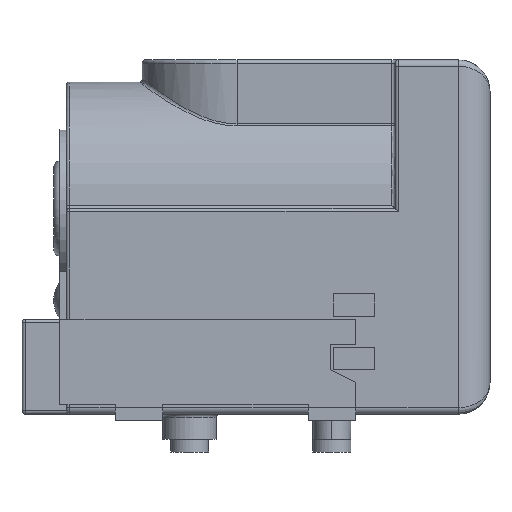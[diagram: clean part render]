
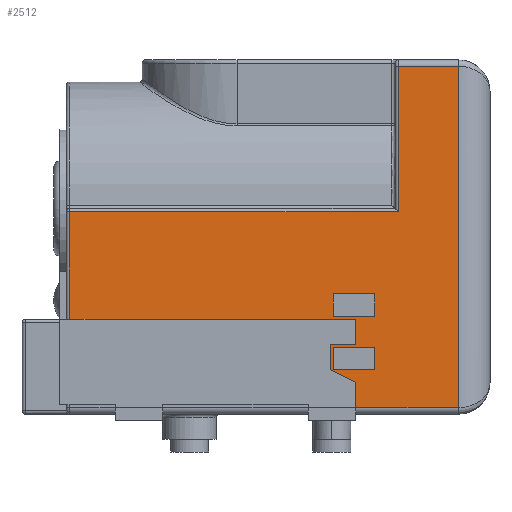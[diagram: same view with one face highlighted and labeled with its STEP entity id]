
A CAD part, front view. The second image highlights one B-rep face of the part: STEP entity #2512.
In plain terms, the highlighted planar face has unit normal (0, -1, 0).
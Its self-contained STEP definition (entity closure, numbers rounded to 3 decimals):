
#32=FACE_BOUND('',#858,.T.);
#33=FACE_BOUND('',#859,.T.);
#94=PLANE('',#2722);
#164=LINE('',#3744,#396);
#218=LINE('',#3930,#450);
#222=LINE('',#3938,#454);
#225=LINE('',#3944,#457);
#228=LINE('',#3949,#460);
#230=LINE('',#3954,#462);
#231=LINE('',#3956,#463);
#232=LINE('',#3958,#464);
#233=LINE('',#3960,#465);
#234=LINE('',#3962,#466);
#235=LINE('',#3963,#467);
#236=LINE('',#3965,#468);
#237=LINE('',#3967,#469);
#238=LINE('',#3969,#470);
#239=LINE('',#3971,#471);
#240=LINE('',#3972,#472);
#241=LINE('',#3975,#473);
#242=LINE('',#3977,#474);
#243=LINE('',#3979,#475);
#244=LINE('',#3980,#476);
#396=VECTOR('',#2954,10.);
#450=VECTOR('',#3134,10.);
#454=VECTOR('',#3140,10.);
#457=VECTOR('',#3145,10.);
#460=VECTOR('',#3150,10.);
#462=VECTOR('',#3156,10.);
#463=VECTOR('',#3157,1000.);
#464=VECTOR('',#3158,1000.);
#465=VECTOR('',#3159,10.);
#466=VECTOR('',#3160,10.);
#467=VECTOR('',#3161,10.);
#468=VECTOR('',#3162,10.);
#469=VECTOR('',#3163,10.);
#470=VECTOR('',#3164,10.);
#471=VECTOR('',#3165,10.);
#472=VECTOR('',#3166,10.);
#473=VECTOR('',#3167,1000.);
#474=VECTOR('',#3168,1000.);
#475=VECTOR('',#3169,1000.);
#476=VECTOR('',#3170,1000.);
#703=FACE_OUTER_BOUND('',#857,.T.);
#857=EDGE_LOOP('',(#1872,#1873,#1874,#1875,#1876,#1877,#1878,#1879,#1880,
#1881,#1882,#1883));
#858=EDGE_LOOP('',(#1884,#1885,#1886,#1887));
#859=EDGE_LOOP('',(#1888,#1889,#1890,#1891));
#1109=VERTEX_POINT('',#3741);
#1110=VERTEX_POINT('',#3743);
#1158=VERTEX_POINT('',#3919);
#1160=VERTEX_POINT('',#3928);
#1161=VERTEX_POINT('',#3929);
#1164=VERTEX_POINT('',#3937);
#1166=VERTEX_POINT('',#3943);
#1168=VERTEX_POINT('',#3953);
#1169=VERTEX_POINT('',#3955);
#1170=VERTEX_POINT('',#3957);
#1171=VERTEX_POINT('',#3959);
#1172=VERTEX_POINT('',#3961);
#1173=VERTEX_POINT('',#3964);
#1174=VERTEX_POINT('',#3966);
#1175=VERTEX_POINT('',#3968);
#1176=VERTEX_POINT('',#3970);
#1177=VERTEX_POINT('',#3973);
#1178=VERTEX_POINT('',#3974);
#1179=VERTEX_POINT('',#3976);
#1180=VERTEX_POINT('',#3978);
#1337=EDGE_CURVE('',#1109,#1110,#164,.T.);
#1421=EDGE_CURVE('',#1160,#1161,#218,.T.);
#1425=EDGE_CURVE('',#1164,#1160,#222,.T.);
#1428=EDGE_CURVE('',#1166,#1164,#225,.T.);
#1431=EDGE_CURVE('',#1161,#1166,#228,.T.);
#1433=EDGE_CURVE('',#1158,#1168,#230,.T.);
#1434=EDGE_CURVE('',#1158,#1169,#231,.T.);
#1435=EDGE_CURVE('',#1169,#1170,#232,.T.);
#1436=EDGE_CURVE('',#1171,#1170,#233,.T.);
#1437=EDGE_CURVE('',#1172,#1171,#234,.T.);
#1438=EDGE_CURVE('',#1110,#1172,#235,.T.);
#1439=EDGE_CURVE('',#1173,#1109,#236,.T.);
#1440=EDGE_CURVE('',#1174,#1173,#237,.T.);
#1441=EDGE_CURVE('',#1175,#1174,#238,.T.);
#1442=EDGE_CURVE('',#1176,#1175,#239,.T.);
#1443=EDGE_CURVE('',#1168,#1176,#240,.T.);
#1444=EDGE_CURVE('',#1177,#1178,#241,.T.);
#1445=EDGE_CURVE('',#1179,#1177,#242,.T.);
#1446=EDGE_CURVE('',#1180,#1179,#243,.T.);
#1447=EDGE_CURVE('',#1178,#1180,#244,.T.);
#1872=ORIENTED_EDGE('',*,*,#1433,.F.);
#1873=ORIENTED_EDGE('',*,*,#1434,.T.);
#1874=ORIENTED_EDGE('',*,*,#1435,.T.);
#1875=ORIENTED_EDGE('',*,*,#1436,.F.);
#1876=ORIENTED_EDGE('',*,*,#1437,.F.);
#1877=ORIENTED_EDGE('',*,*,#1438,.F.);
#1878=ORIENTED_EDGE('',*,*,#1337,.F.);
#1879=ORIENTED_EDGE('',*,*,#1439,.F.);
#1880=ORIENTED_EDGE('',*,*,#1440,.F.);
#1881=ORIENTED_EDGE('',*,*,#1441,.F.);
#1882=ORIENTED_EDGE('',*,*,#1442,.F.);
#1883=ORIENTED_EDGE('',*,*,#1443,.F.);
#1884=ORIENTED_EDGE('',*,*,#1421,.T.);
#1885=ORIENTED_EDGE('',*,*,#1431,.T.);
#1886=ORIENTED_EDGE('',*,*,#1428,.T.);
#1887=ORIENTED_EDGE('',*,*,#1425,.T.);
#1888=ORIENTED_EDGE('',*,*,#1444,.F.);
#1889=ORIENTED_EDGE('',*,*,#1445,.F.);
#1890=ORIENTED_EDGE('',*,*,#1446,.F.);
#1891=ORIENTED_EDGE('',*,*,#1447,.F.);
#2512=ADVANCED_FACE('',(#703,#32,#33),#94,.T.);
#2722=AXIS2_PLACEMENT_3D('',#3952,#3154,#3155);
#2954=DIRECTION('',(0.,0.,1.));
#3134=DIRECTION('',(0.,0.,-1.));
#3140=DIRECTION('',(1.,0.,0.));
#3145=DIRECTION('',(0.,0.,1.));
#3150=DIRECTION('',(-1.,0.,0.));
#3154=DIRECTION('center_axis',(0.,-1.,0.));
#3155=DIRECTION('ref_axis',(0.,0.,
-1.));
#3156=DIRECTION('',(0.,0.,1.));
#3157=DIRECTION('',(1.,0.,0.));
#3158=DIRECTION('',(0.,0.,1.));
#3159=DIRECTION('',(1.,0.,0.));
#3160=DIRECTION('',(0.,0.,1.));
#3161=DIRECTION('',(1.,0.,0.));
#3162=DIRECTION('',(-1.,0.,0.));
#3163=DIRECTION('',(0.,0.,1.));
#3164=DIRECTION('',(1.,0.,0.));
#3165=DIRECTION('',(0.,0.,1.));
#3166=DIRECTION('',(-0.894,0.,0.447));
#3167=DIRECTION('',(0.,0.,1.));
#3168=DIRECTION('',(1.,0.,0.));
#3169=DIRECTION('',(0.,0.,-1.));
#3170=DIRECTION('',(-1.,0.,0.));
#3741=CARTESIAN_POINT('',(-5.9,-4.5,3.2));
#3743=CARTESIAN_POINT('',(-5.9,-4.5,6.6));
#3744=CARTESIAN_POINT('',(-5.9,-4.5,3.45));
#3919=CARTESIAN_POINT('',(3.15,-4.5,0.4));
#3928=CARTESIAN_POINT('',(3.75,-4.5,2.3));
#3929=CARTESIAN_POINT('',(3.75,-4.5,1.6));
#3930=CARTESIAN_POINT('',(3.75,-4.5,6.75));
#3937=CARTESIAN_POINT('',(2.45,-4.5,2.3));
#3938=CARTESIAN_POINT('',(-0.375,-4.5,2.3));
#3943=CARTESIAN_POINT('',(2.45,-4.5,1.6));
#3944=CARTESIAN_POINT('',(2.45,-4.5,6.75));
#3949=CARTESIAN_POINT('',(-0.375,-4.5,1.6));
#3952=CARTESIAN_POINT('Origin',(-4.5,-4.5,11.2));
#3953=CARTESIAN_POINT('',(3.15,-4.5,1.2));
#3954=CARTESIAN_POINT('',(3.15,-4.5,5.8));
#3955=CARTESIAN_POINT('',(6.4,-4.5,0.4));
#3956=CARTESIAN_POINT('',(-4.5,-4.5,0.4));
#3957=CARTESIAN_POINT('',(6.4,-4.5,11.2));
#3958=CARTESIAN_POINT('',(6.4,-4.5,11.2));
#3959=CARTESIAN_POINT('',(4.5,-4.5,11.2));
#3960=CARTESIAN_POINT('',(-4.5,-4.5,11.2));
#3961=CARTESIAN_POINT('',(4.5,-4.5,6.6));
#3962=CARTESIAN_POINT('',(4.5,-4.5,8.95));
#3963=CARTESIAN_POINT('',(-6.,-4.5,6.6));
#3964=CARTESIAN_POINT('',(3.15,-4.5,3.2));
#3965=CARTESIAN_POINT('',(-0.675,-4.5,3.2));
#3966=CARTESIAN_POINT('',(3.15,-4.5,2.4));
#3967=CARTESIAN_POINT('',(3.15,-4.5,6.8));
#3968=CARTESIAN_POINT('',(2.35,-4.5,2.4));
#3969=CARTESIAN_POINT('',(-1.075,-4.5,2.4));
#3970=CARTESIAN_POINT('',(2.35,-4.5,1.6));
#3971=CARTESIAN_POINT('',(2.35,-4.5,6.4));
#3972=CARTESIAN_POINT('',(-1.91,-4.5,3.73));
#3973=CARTESIAN_POINT('',(3.75,-4.5,3.3));
#3974=CARTESIAN_POINT('',(3.75,-4.5,4.));
#3975=CARTESIAN_POINT('',(3.75,-4.5,4.));
#3976=CARTESIAN_POINT('',(2.45,-4.5,3.3));
#3977=CARTESIAN_POINT('',(3.75,-4.5,3.3));
#3978=CARTESIAN_POINT('',(2.45,-4.5,4.));
#3979=CARTESIAN_POINT('',(2.45,-4.5,4.));
#3980=CARTESIAN_POINT('',(3.75,-4.5,4.));
